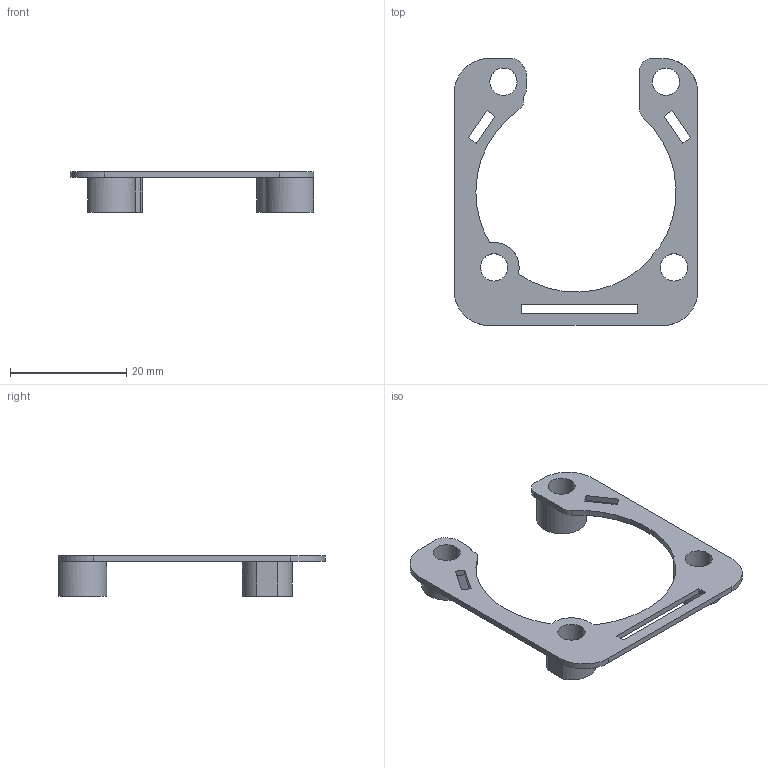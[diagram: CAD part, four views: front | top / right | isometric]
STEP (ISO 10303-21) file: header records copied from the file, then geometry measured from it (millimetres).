
FILE_DESCRIPTION (( 'STEP AP203' ), '1' );
FILE_NAME ('Cirque TM040040-2024-302 Holder Bottom.STEP', '2022-10-31T00:44:12', ( '' ), ( '' ), 'SwSTEP 2.0', 'SolidWorks 2022', '' );
FILE_SCHEMA (( 'CONFIG_CONTROL_DESIGN' ));
Length unit declared in the file: millimetre
Products named in the file (1): Cirque TM040040-2024-302 Holder Bottom
Bounding box: 42 x 46 x 7 mm (x, y, z)
Volume: 1674.3 mm3; surface area: 2824.1 mm2
Topology: 1 solids, 1 shells, 59 faces, 171 edges, 114 vertices
Faces by surface type: cylinder 30, plane 29
Entity records: 2078 total; most frequent: DIRECTION 359, CARTESIAN_POINT 345, ORIENTED_EDGE 342, EDGE_CURVE 171, AXIS2_PLACEMENT_3D 128, VERTEX_POINT 114, VECTOR 103, LINE 103
